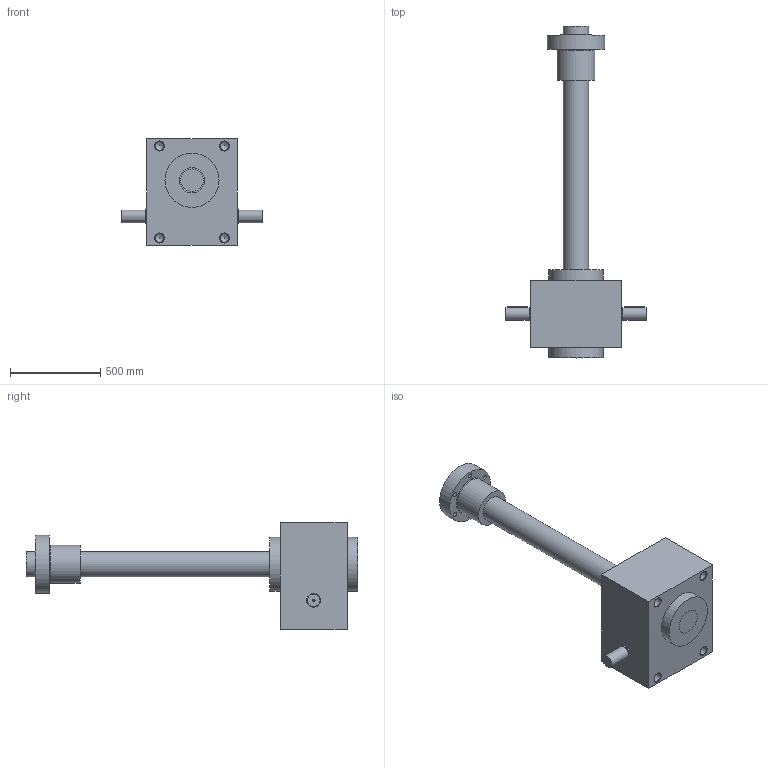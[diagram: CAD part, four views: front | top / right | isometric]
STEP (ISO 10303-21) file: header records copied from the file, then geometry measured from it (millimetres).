
FILE_DESCRIPTION( ( 'STEP AP214' ), ' ' );
FILE_NAME( 'TPR14014_B_-_R.1_12_C.1000_-_-_-_-_-_-.stp', '2017-08-20T11:25:13', ( '' ), ( '' ), ' ', 'PARTsolutions', ' ' );
FILE_SCHEMA( ( 'AUTOMOTIVE_DESIGN { 1 0 10303 214 1 1 1 1 }' ) );
Length unit declared in the file: millimetre
Products named in the file (5): TPR14014_B_-_R.1/12_C.1000_-_-_-_-_-_-; _TPR14014_1_1_1_1_tpr_1; _TPR14014-2; _TPR14014_1000_11-_tpr_3; _TPR14014_1000_1_tpr_4
Assembly tree (5 placements, depth 2):
  TPR14014_B_-_R.1/12_C.1000_-_-_-_-_-_-
    _TPR14014_1_1_1_1_tpr_1
    _TPR14014-2  x2
    _TPR14014_1000_11-_tpr_3
    _TPR14014_1000_1_tpr_4
Bounding box: 780 x 1840 x 590 mm (x, y, z)
Volume: 148045461.1 mm3; surface area: 3441074.6 mm2
Topology: 5 solids, 5 shells, 188 faces, 477 edges, 314 vertices
Faces by surface type: plane 99, cylinder 64, cone 24, torus 1
Full cylindrical faces by diameter (mm): 11.835 x2, 25 x6, 50.046 x8, 70 x3, 75 x2, 126 x2, 140 x1, 210 x1, 300 x2, 320 x1
Entity records: 6550 total; most frequent: CARTESIAN_POINT 938, DIRECTION 872, ORIENTED_EDGE 764, EDGE_CURVE 382, AXIS2_PLACEMENT_3D 311, VERTEX_POINT 285, EDGE_LOOP 254, LINE 250
